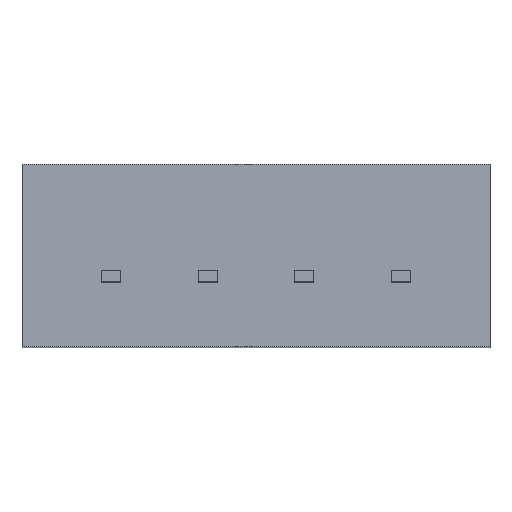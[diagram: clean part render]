
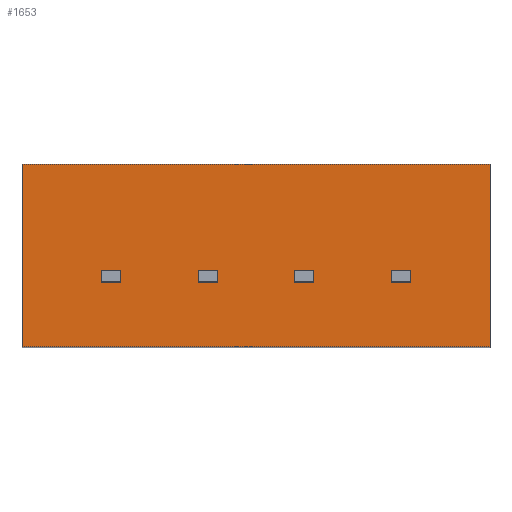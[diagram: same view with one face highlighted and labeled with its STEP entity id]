
A CAD part, top view. The second image highlights one B-rep face of the part: STEP entity #1653.
In plain terms, the highlighted planar face has unit normal (0, 0, 1).
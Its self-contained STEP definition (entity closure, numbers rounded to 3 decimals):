
#160 = LINE ( 'NONE', #2209, #230 ) ;
#230 = VECTOR ( 'NONE', #365, 1000. ) ;
#237 = EDGE_CURVE ( 'NONE', #673, #1718, #2383, .T. ) ;
#256 = CARTESIAN_POINT ( 'NONE',  ( 6.15, 4.8, 7.6 ) ) ;
#365 = DIRECTION ( 'NONE',  ( 1., 0., 0. ) ) ;
#497 = ORIENTED_EDGE ( 'NONE', *, *, #237, .T. ) ;
#498 = EDGE_CURVE ( 'NONE', #2262, #2820, #1607, .T. ) ;
#585 = CARTESIAN_POINT ( 'NONE',  ( -6.15, 4.8, 7.6 ) ) ;
#673 = VERTEX_POINT ( 'NONE', #1162 ) ;
#700 = CARTESIAN_POINT ( 'NONE',  ( 6.15, 0., 7.6 ) ) ;
#773 = VECTOR ( 'NONE', #2525, 1000. ) ;
#809 = AXIS2_PLACEMENT_3D ( 'NONE', #585, #1514, #2608 ) ;
#811 = CARTESIAN_POINT ( 'NONE',  ( 6.15, 4.8, 7.6 ) ) ;
#1033 = VECTOR ( 'NONE', #2732, 1000. ) ;
#1143 = ORIENTED_EDGE ( 'NONE', *, *, #498, .F. ) ;
#1162 = CARTESIAN_POINT ( 'NONE',  ( -6.15, 4.8, 7.6 ) ) ;
#1514 = DIRECTION ( 'NONE',  ( 0., 0., -1. ) ) ;
#1607 = LINE ( 'NONE', #256, #1033 ) ;
#1637 = CARTESIAN_POINT ( 'NONE',  ( -6.15, 0., 7.6 ) ) ;
#1653 = ADVANCED_FACE ( 'NONE', ( #1964 ), #2874, .F. ) ;
#1718 = VERTEX_POINT ( 'NONE', #1966 ) ;
#1781 = EDGE_LOOP ( 'NONE', ( #2571, #1143, #2387, #497 ) ) ;
#1964 = FACE_OUTER_BOUND ( 'NONE', #1781, .T. ) ;
#1966 = CARTESIAN_POINT ( 'NONE',  ( -6.15, 0., 7.6 ) ) ;
#2094 = LINE ( 'NONE', #1637, #773 ) ;
#2151 = CARTESIAN_POINT ( 'NONE',  ( -6.15, 4.8, 7.6 ) ) ;
#2209 = CARTESIAN_POINT ( 'NONE',  ( -6.15, 4.8, 7.6 ) ) ;
#2262 = VERTEX_POINT ( 'NONE', #811 ) ;
#2319 = EDGE_CURVE ( 'NONE', #673, #2262, #160, .T. ) ;
#2383 = LINE ( 'NONE', #2151, #2503 ) ;
#2387 = ORIENTED_EDGE ( 'NONE', *, *, #2319, .F. ) ;
#2438 = DIRECTION ( 'NONE',  ( 0., -1., 0. ) ) ;
#2484 = EDGE_CURVE ( 'NONE', #1718, #2820, #2094, .T. ) ;
#2503 = VECTOR ( 'NONE', #2438, 1000. ) ;
#2525 = DIRECTION ( 'NONE',  ( 1., 0., 0. ) ) ;
#2571 = ORIENTED_EDGE ( 'NONE', *, *, #2484, .T. ) ;
#2608 = DIRECTION ( 'NONE',  ( -1., 0., 0. ) ) ;
#2732 = DIRECTION ( 'NONE',  ( 0., -1., 0. ) ) ;
#2820 = VERTEX_POINT ( 'NONE', #700 ) ;
#2874 = PLANE ( 'NONE',  #809 ) ;
